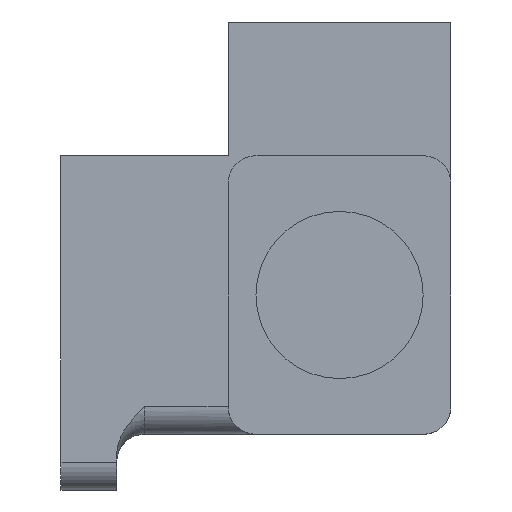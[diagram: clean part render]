
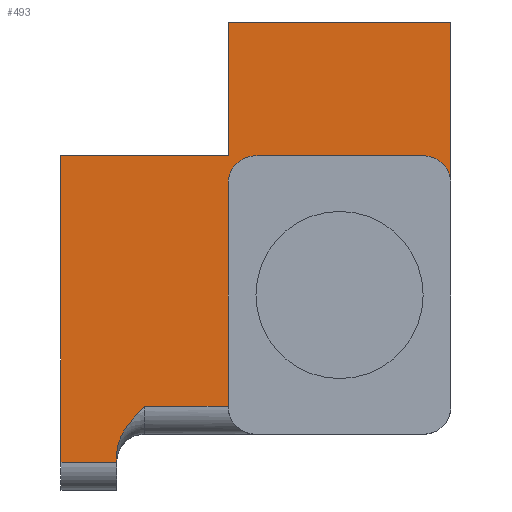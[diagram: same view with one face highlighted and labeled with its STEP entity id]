
A CAD part, left-side view. The second image highlights one B-rep face of the part: STEP entity #493.
In plain terms, the highlighted planar face has unit normal (-1, 0, 0).
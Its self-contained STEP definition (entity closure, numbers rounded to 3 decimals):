
#8 = VERTEX_POINT ( 'NONE', #710 ) ;
#20 = PLANE ( 'NONE',  #1485 ) ;
#48 = LINE ( 'NONE', #1233, #1411 ) ;
#58 = EDGE_LOOP ( 'NONE', ( #659, #1186, #152, #534, #967, #900, #1474, #778, #1101, #242, #1095, #68, #1414 ) ) ;
#68 = ORIENTED_EDGE ( 'NONE', *, *, #1543, .T. ) ;
#72 = DIRECTION ( 'NONE',  ( 0., 0., -1. ) ) ;
#73 = DIRECTION ( 'NONE',  ( 0., 0., -1. ) ) ;
#88 = CARTESIAN_POINT ( 'NONE',  ( -30., 0., -11.83 ) ) ;
#92 = LINE ( 'NONE', #584, #396 ) ;
#120 = CARTESIAN_POINT ( 'NONE',  ( -30., 0., -11.83 ) ) ;
#122 = CARTESIAN_POINT ( 'NONE',  ( -30., -10., 15. ) ) ;
#133 = DIRECTION ( 'NONE',  ( 0., 0., 1. ) ) ;
#152 = ORIENTED_EDGE ( 'NONE', *, *, #744, .T. ) ;
#194 = CARTESIAN_POINT ( 'NONE',  ( -30., -10., 12.5 ) ) ;
#202 = VECTOR ( 'NONE', #72, 1000. ) ;
#211 = AXIS2_PLACEMENT_3D ( 'NONE', #248, #361, #133 ) ;
#218 = CARTESIAN_POINT ( 'NONE',  ( -30., -10., 27. ) ) ;
#234 = CARTESIAN_POINT ( 'NONE',  ( -30., -12.5, 15. ) ) ;
#242 = ORIENTED_EDGE ( 'NONE', *, *, #438, .T. ) ;
#248 = CARTESIAN_POINT ( 'NONE',  ( -30., -12.5, 12.5 ) ) ;
#252 = CARTESIAN_POINT ( 'NONE',  ( -30., -10., -7.5 ) ) ;
#262 = CARTESIAN_POINT ( 'NONE',  ( -30., -27.5, 15. ) ) ;
#276 = FACE_OUTER_BOUND ( 'NONE', #58, .T. ) ;
#283 = DIRECTION ( 'NONE',  ( 0., -1., 0. ) ) ;
#285 = CARTESIAN_POINT ( 'NONE',  ( -30., -1.894, -8.107 ) ) ;
#301 = EDGE_CURVE ( 'NONE', #999, #410, #689, .T. ) ;
#338 = VERTEX_POINT ( 'NONE', #88 ) ;
#348 = VECTOR ( 'NONE', #1284, 1000. ) ;
#361 = DIRECTION ( 'NONE',  ( 1., 0., 0. ) ) ;
#396 = VECTOR ( 'NONE', #805, 1000. ) ;
#410 = VERTEX_POINT ( 'NONE', #1045 ) ;
#426 = VERTEX_POINT ( 'NONE', #1372 ) ;
#433 = CARTESIAN_POINT ( 'NONE',  ( -30., -10., -10. ) ) ;
#438 = EDGE_CURVE ( 'NONE', #636, #870, #1352, .T. ) ;
#475 = VECTOR ( 'NONE', #745, 1000. ) ;
#485 = CARTESIAN_POINT ( 'NONE',  ( -30., -0.082, -10.978 ) ) ;
#493 = ADVANCED_FACE ( 'NONE', ( #276 ), #20, .T. ) ;
#502 = VERTEX_POINT ( 'NONE', #262 ) ;
#534 = ORIENTED_EDGE ( 'NONE', *, *, #1491, .F. ) ;
#543 = EDGE_CURVE ( 'NONE', #636, #1124, #48, .T. ) ;
#583 = LINE ( 'NONE', #252, #1069 ) ;
#584 = CARTESIAN_POINT ( 'NONE',  ( -30., 0., 15. ) ) ;
#605 = EDGE_CURVE ( 'NONE', #1124, #426, #935, .T. ) ;
#606 = CARTESIAN_POINT ( 'NONE',  ( -30., 0., -11.397 ) ) ;
#627 = CARTESIAN_POINT ( 'NONE',  ( -30., -30., 27. ) ) ;
#636 = VERTEX_POINT ( 'NONE', #218 ) ;
#656 = CARTESIAN_POINT ( 'NONE',  ( -30., -10., 27. ) ) ;
#659 = ORIENTED_EDGE ( 'NONE', *, *, #1423, .F. ) ;
#670 = CARTESIAN_POINT ( 'NONE',  ( -30., -27.5, 12.5 ) ) ;
#689 = LINE ( 'NONE', #1149, #1195 ) ;
#692 = DIRECTION ( 'NONE',  ( 0., 0., -1. ) ) ;
#694 = VERTEX_POINT ( 'NONE', #194 ) ;
#710 = CARTESIAN_POINT ( 'NONE',  ( -30., 5., 15. ) ) ;
#725 = LINE ( 'NONE', #122, #475 ) ;
#743 = DIRECTION ( 'NONE',  ( 0., 0., -1. ) ) ;
#744 = EDGE_CURVE ( 'NONE', #1158, #1553, #583, .T. ) ;
#745 = DIRECTION ( 'NONE',  ( 0., -1., 0. ) ) ;
#778 = ORIENTED_EDGE ( 'NONE', *, *, #605, .F. ) ;
#800 = LINE ( 'NONE', #1073, #348 ) ;
#805 = DIRECTION ( 'NONE',  ( 0., 0., -1. ) ) ;
#816 = CIRCLE ( 'NONE', #1275, 2.5 ) ;
#819 = VERTEX_POINT ( 'NONE', #234 ) ;
#833 = B_SPLINE_CURVE_WITH_KNOTS ( 'NONE', 3,
 ( #120, #606, #485, #961, #1447, #1005, #1381, #285, #1270, #1375 ),
 .UNSPECIFIED., .F., .F.,
 ( 4, 2, 2, 2, 4 ),
 ( 0., 0.001, 0.003, 0.004, 0.005 ),
 .UNSPECIFIED. ) ;
#870 = VERTEX_POINT ( 'NONE', #1394 ) ;
#891 = DIRECTION ( 'NONE',  ( -1., 0., 0. ) ) ;
#900 = ORIENTED_EDGE ( 'NONE', *, *, #1556, .T. ) ;
#918 = CARTESIAN_POINT ( 'NONE',  ( -30., -10., -7.5 ) ) ;
#924 = DIRECTION ( 'NONE',  ( 0., -1., 0. ) ) ;
#935 = LINE ( 'NONE', #1184, #202 ) ;
#953 = CARTESIAN_POINT ( 'NONE',  ( -30., 5., -12.5 ) ) ;
#961 = CARTESIAN_POINT ( 'NONE',  ( -30., -0.371, -10.164 ) ) ;
#967 = ORIENTED_EDGE ( 'NONE', *, *, #1210, .T. ) ;
#978 = VECTOR ( 'NONE', #743, 1000. ) ;
#986 = EDGE_CURVE ( 'NONE', #502, #426, #816, .T. ) ;
#999 = VERTEX_POINT ( 'NONE', #953 ) ;
#1005 = CARTESIAN_POINT ( 'NONE',  ( -30., -1.045, -9.076 ) ) ;
#1018 = VECTOR ( 'NONE', #692, 1000. ) ;
#1028 = LINE ( 'NONE', #1164, #1476 ) ;
#1045 = CARTESIAN_POINT ( 'NONE',  ( -30., 0., -12.5 ) ) ;
#1069 = VECTOR ( 'NONE', #1324, 1000. ) ;
#1073 = CARTESIAN_POINT ( 'NONE',  ( -30., 5., 15. ) ) ;
#1095 = ORIENTED_EDGE ( 'NONE', *, *, #1098, .F. ) ;
#1098 = EDGE_CURVE ( 'NONE', #8, #870, #800, .T. ) ;
#1101 = ORIENTED_EDGE ( 'NONE', *, *, #543, .F. ) ;
#1115 = CARTESIAN_POINT ( 'NONE',  ( -30., -2.5, -7.5 ) ) ;
#1124 = VERTEX_POINT ( 'NONE', #627 ) ;
#1149 = CARTESIAN_POINT ( 'NONE',  ( -30., 0., -12.5 ) ) ;
#1156 = DIRECTION ( 'NONE',  ( 0., 0., -1. ) ) ;
#1158 = VERTEX_POINT ( 'NONE', #1115 ) ;
#1164 = CARTESIAN_POINT ( 'NONE',  ( -30., 5., 15. ) ) ;
#1176 = CIRCLE ( 'NONE', #211, 2.5 ) ;
#1184 = CARTESIAN_POINT ( 'NONE',  ( -30., -30., 27. ) ) ;
#1186 = ORIENTED_EDGE ( 'NONE', *, *, #1259, .T. ) ;
#1195 = VECTOR ( 'NONE', #924, 1000. ) ;
#1210 = EDGE_CURVE ( 'NONE', #694, #819, #1176, .T. ) ;
#1233 = CARTESIAN_POINT ( 'NONE',  ( -30., -10., 27. ) ) ;
#1259 = EDGE_CURVE ( 'NONE', #338, #1158, #833, .T. ) ;
#1270 = CARTESIAN_POINT ( 'NONE',  ( -30., -2.198, -7.802 ) ) ;
#1275 = AXIS2_PLACEMENT_3D ( 'NONE', #670, #1477, #1156 ) ;
#1284 = DIRECTION ( 'NONE',  ( 0., -1., 0. ) ) ;
#1305 = LINE ( 'NONE', #433, #1018 ) ;
#1324 = DIRECTION ( 'NONE',  ( 0., -1., 0. ) ) ;
#1352 = LINE ( 'NONE', #656, #978 ) ;
#1372 = CARTESIAN_POINT ( 'NONE',  ( -30., -30., 12.5 ) ) ;
#1375 = CARTESIAN_POINT ( 'NONE',  ( -30., -2.5, -7.5 ) ) ;
#1381 = CARTESIAN_POINT ( 'NONE',  ( -30., -1.318, -8.742 ) ) ;
#1394 = CARTESIAN_POINT ( 'NONE',  ( -30., -10., 15. ) ) ;
#1411 = VECTOR ( 'NONE', #283, 1000. ) ;
#1414 = ORIENTED_EDGE ( 'NONE', *, *, #301, .T. ) ;
#1423 = EDGE_CURVE ( 'NONE', #338, #410, #92, .T. ) ;
#1447 = CARTESIAN_POINT ( 'NONE',  ( -30., -0.572, -9.788 ) ) ;
#1465 = DIRECTION ( 'NONE',  ( 0., 0., 1. ) ) ;
#1472 = CARTESIAN_POINT ( 'NONE',  ( -30., 5., 15. ) ) ;
#1474 = ORIENTED_EDGE ( 'NONE', *, *, #986, .T. ) ;
#1476 = VECTOR ( 'NONE', #73, 1000. ) ;
#1477 = DIRECTION ( 'NONE',  ( 1., 0., 0. ) ) ;
#1485 = AXIS2_PLACEMENT_3D ( 'NONE', #1472, #891, #1465 ) ;
#1491 = EDGE_CURVE ( 'NONE', #694, #1553, #1305, .T. ) ;
#1543 = EDGE_CURVE ( 'NONE', #8, #999, #1028, .T. ) ;
#1553 = VERTEX_POINT ( 'NONE', #918 ) ;
#1556 = EDGE_CURVE ( 'NONE', #819, #502, #725, .T. ) ;
